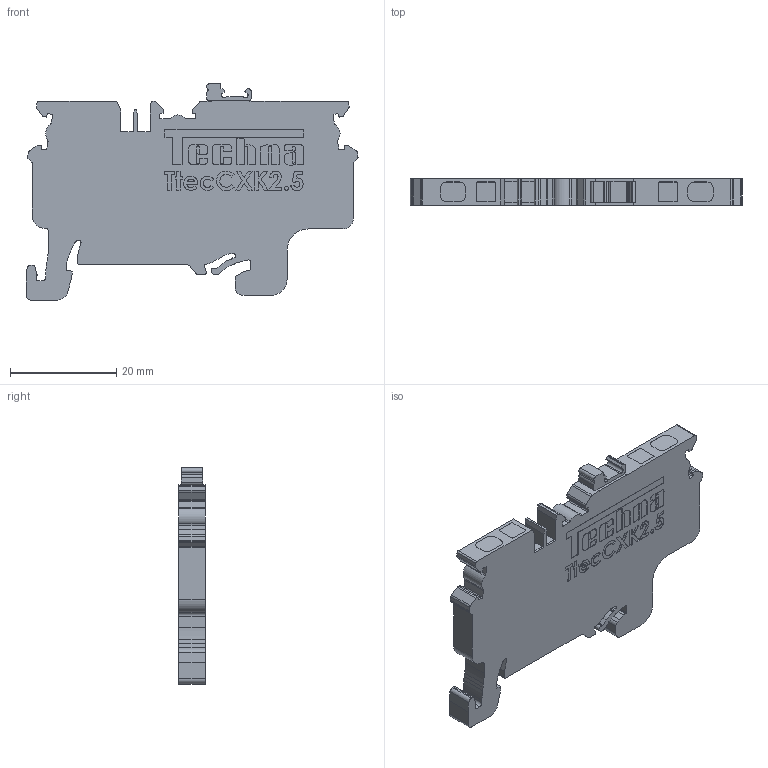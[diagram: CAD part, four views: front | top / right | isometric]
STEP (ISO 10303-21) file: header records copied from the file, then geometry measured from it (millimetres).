
FILE_DESCRIPTION (( 'STEP AP214' ), '1' );
FILE_NAME ('TtecCXK2.5.STEP', '2020-07-22T09:52:58', ( '' ), ( '' ), 'SwSTEP 2.0', 'SolidWorks 2020', '' );
FILE_SCHEMA (( 'AUTOMOTIVE_DESIGN' ));
Length unit declared in the file: millimetre
Products named in the file (1): TtecCXK2.5
Bounding box: 62.5 x 5 x 40.7 mm (x, y, z)
Volume: 8814.8 mm3; surface area: 5069.1 mm2
Topology: 1 solids, 1 shells, 770 faces, 2187 edges, 1461 vertices
Faces by surface type: plane 433, cylinder 251, bspline 86
Entity records: 35471 total; most frequent: CARTESIAN_POINT 9641, ORIENTED_EDGE 4374, DIRECTION 3889, EDGE_CURVE 2187, VECTOR 1511, LINE 1511, VERTEX_POINT 1461, AXIS2_PLACEMENT_3D 1189
